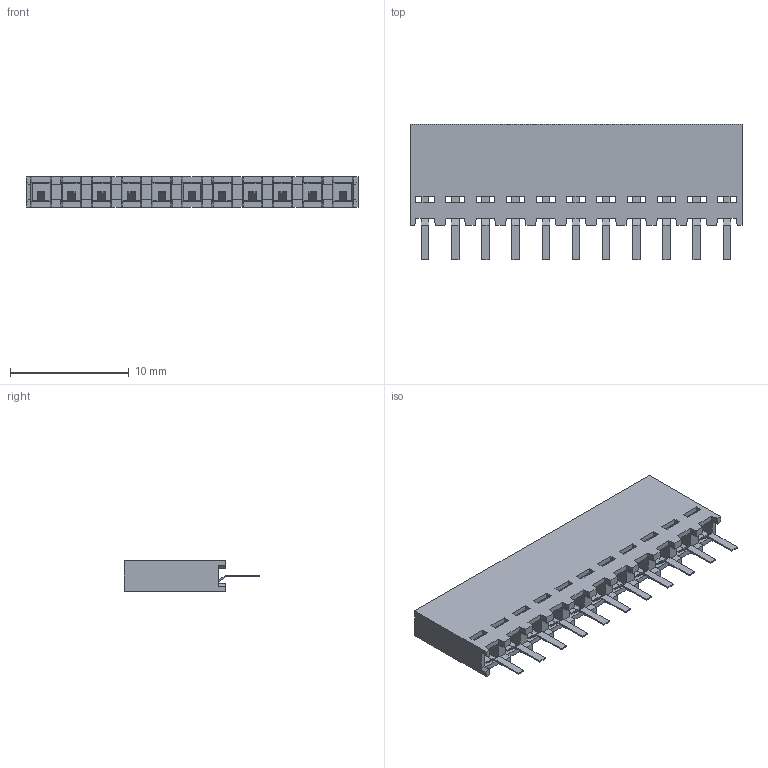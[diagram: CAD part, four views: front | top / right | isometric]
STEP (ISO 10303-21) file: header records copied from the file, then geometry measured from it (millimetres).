
FILE_DESCRIPTION((''),'2;1');
FILE_NAME('901471111','2014-04-10T',('me'),(''),'PRO/ENGINEER BY PARAMETRIC TECHNOLOGY CORPORATION, 2011490','PRO/ENGINEER BY PARAMETRIC TECHNOLOGY CORPORATION, 2011490','');
FILE_SCHEMA(('CONFIG_CONTROL_DESIGN'));
Length unit declared in the file: millimetre
Products named in the file (1): 901471111
Bounding box: 27.94 x 11.4 x 2.54 mm (x, y, z)
Volume: 482.1 mm3; surface area: 926.5 mm2
Topology: 1 solids, 1 shells, 516 faces, 1555 edges, 1014 vertices
Faces by surface type: plane 516
Entity records: 17141 total; most frequent: ORIENTED_EDGE 3066, CARTESIAN_POINT 3064, DIRECTION 2611, VECTOR 1533, LINE 1533, EDGE_CURVE 1533, VERTEX_POINT 992, EDGE_LOOP 555
